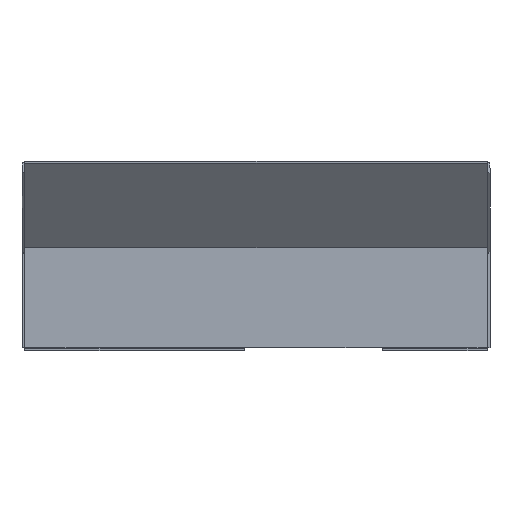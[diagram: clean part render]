
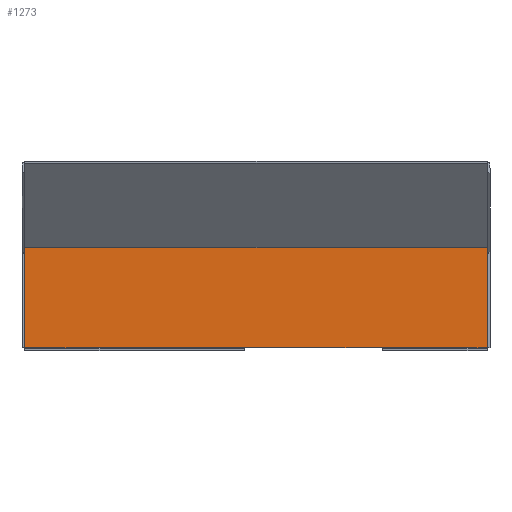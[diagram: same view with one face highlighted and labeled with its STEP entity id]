
A CAD part, front view. The second image highlights one B-rep face of the part: STEP entity #1273.
In plain terms, the highlighted planar face has unit normal (0, -1, 0).
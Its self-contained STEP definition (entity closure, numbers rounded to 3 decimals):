
#86 = CARTESIAN_POINT ( 'NONE',  ( -639.053, -2.3, -58.185 ) ) ;
#186 = ORIENTED_EDGE ( 'NONE', *, *, #484, .F. ) ;
#229 = VERTEX_POINT ( 'NONE', #1231 ) ;
#256 = DIRECTION ( 'NONE',  ( 0., 1., 0. ) ) ;
#283 = AXIS2_PLACEMENT_3D ( 'NONE', #447, #256, #1954 ) ;
#316 = VECTOR ( 'NONE', #546, 1000. ) ;
#318 = VECTOR ( 'NONE', #2183, 1000. ) ;
#343 = LINE ( 'NONE', #1027, #316 ) ;
#363 = ORIENTED_EDGE ( 'NONE', *, *, #1909, .F. ) ;
#444 = LINE ( 'NONE', #1927, #1947 ) ;
#447 = CARTESIAN_POINT ( 'NONE',  ( 0., -2.3, 0. ) ) ;
#458 = ORIENTED_EDGE ( 'NONE', *, *, #1790, .F. ) ;
#484 = EDGE_CURVE ( 'NONE', #1327, #1480, #666, .T. ) ;
#497 = CARTESIAN_POINT ( 'NONE',  ( -639.053, -2.3, 48.218 ) ) ;
#546 = DIRECTION ( 'NONE',  ( -1., 0., 0. ) ) ;
#575 = VERTEX_POINT ( 'NONE', #86 ) ;
#618 = LINE ( 'NONE', #941, #1461 ) ;
#619 = VERTEX_POINT ( 'NONE', #2115 ) ;
#638 = CARTESIAN_POINT ( 'NONE',  ( -639.053, -2.3, -58.185 ) ) ;
#666 = LINE ( 'NONE', #2043, #1867 ) ;
#803 = LINE ( 'NONE', #497, #1357 ) ;
#829 = LINE ( 'NONE', #638, #318 ) ;
#941 = CARTESIAN_POINT ( 'NONE',  ( -147.079, -2.3, -58.185 ) ) ;
#1016 = ORIENTED_EDGE ( 'NONE', *, *, #1760, .F. ) ;
#1027 = CARTESIAN_POINT ( 'NONE',  ( -639.053, -2.3, -58.185 ) ) ;
#1231 = CARTESIAN_POINT ( 'NONE',  ( -147.079, -2.3, 48.218 ) ) ;
#1273 = ADVANCED_FACE ( 'NONE', ( #1650 ), #2147, .F. ) ;
#1327 = VERTEX_POINT ( 'NONE', #1444 ) ;
#1350 = DIRECTION ( 'NONE',  ( -1., 0., 0. ) ) ;
#1357 = VECTOR ( 'NONE', #2003, 1000. ) ;
#1406 = ORIENTED_EDGE ( 'NONE', *, *, #1569, .F. ) ;
#1444 = CARTESIAN_POINT ( 'NONE',  ( -147.079, -2.3, -58.185 ) ) ;
#1450 = DIRECTION ( 'NONE',  ( 0., 0., 1. ) ) ;
#1461 = VECTOR ( 'NONE', #1612, 1000. ) ;
#1480 = VERTEX_POINT ( 'NONE', #1529 ) ;
#1529 = CARTESIAN_POINT ( 'NONE',  ( -258.679, -2.3, -58.185 ) ) ;
#1569 = EDGE_CURVE ( 'NONE', #2054, #575, #343, .T. ) ;
#1612 = DIRECTION ( 'NONE',  ( 0., 0., -1. ) ) ;
#1650 = FACE_OUTER_BOUND ( 'NONE', #2180, .T. ) ;
#1737 = EDGE_CURVE ( 'NONE', #229, #1327, #618, .T. ) ;
#1760 = EDGE_CURVE ( 'NONE', #575, #619, #444, .T. ) ;
#1790 = EDGE_CURVE ( 'NONE', #619, #229, #803, .T. ) ;
#1867 = VECTOR ( 'NONE', #1350, 1000. ) ;
#1909 = EDGE_CURVE ( 'NONE', #1480, #2054, #829, .T. ) ;
#1927 = CARTESIAN_POINT ( 'NONE',  ( -639.053, -2.3, -58.185 ) ) ;
#1947 = VECTOR ( 'NONE', #1450, 1000. ) ;
#1954 = DIRECTION ( 'NONE',  ( 0., 0., 1. ) ) ;
#2003 = DIRECTION ( 'NONE',  ( 1., 0., 0. ) ) ;
#2043 = CARTESIAN_POINT ( 'NONE',  ( -639.053, -2.3, -58.185 ) ) ;
#2054 = VERTEX_POINT ( 'NONE', #2205 ) ;
#2103 = ORIENTED_EDGE ( 'NONE', *, *, #1737, .F. ) ;
#2115 = CARTESIAN_POINT ( 'NONE',  ( -639.053, -2.3, 48.218 ) ) ;
#2147 = PLANE ( 'NONE',  #283 ) ;
#2180 = EDGE_LOOP ( 'NONE', ( #2103, #458, #1016, #1406, #363, #186 ) ) ;
#2183 = DIRECTION ( 'NONE',  ( -1., 0., 0. ) ) ;
#2205 = CARTESIAN_POINT ( 'NONE',  ( -405.479, -2.3, -58.185 ) ) ;
